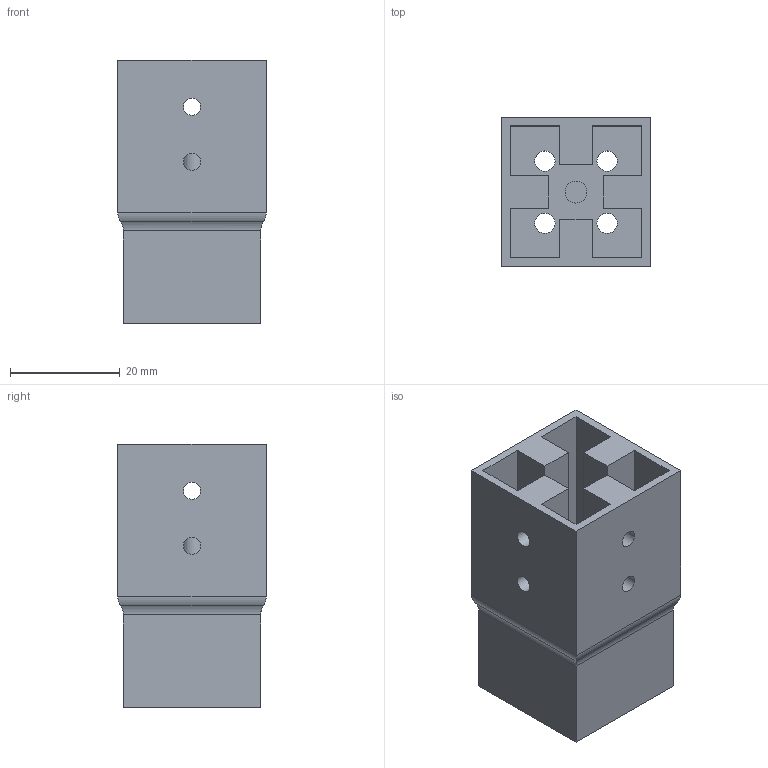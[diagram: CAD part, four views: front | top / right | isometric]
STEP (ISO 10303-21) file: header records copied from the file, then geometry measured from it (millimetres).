
FILE_DESCRIPTION(('STEP AP203'), '1');
FILE_NAME('dfghj', '', ('UNSPECIFIED'), ('UNSPECIFIED'), 'C3D Converter', 'C3D Toolkit', '');
FILE_SCHEMA(('CONFIG_CONTROL_DESIGN'));
Length unit declared in the file: millimetre
Bounding box: 27 x 27 x 48 mm (x, y, z)
Volume: 18945.4 mm3; surface area: 13287.7 mm2
Topology: 1 solids, 1 shells, 61 faces, 147 edges, 94 vertices
Faces by surface type: plane 36, cylinder 25
Full cylindrical faces by diameter (mm): 3.1 x8, 3.7 x8, 4 x1
Entity records: 1762 total; most frequent: CARTESIAN_POINT 310, DIRECTION 280, ORIENTED_EDGE 260, EDGE_CURVE 130, EDGE_LOOP 108, AXIS2_PLACEMENT_3D 96, VERTEX_POINT 94, LINE 88
